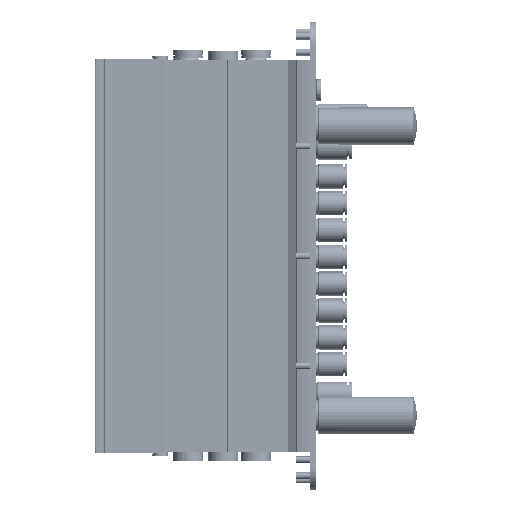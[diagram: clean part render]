
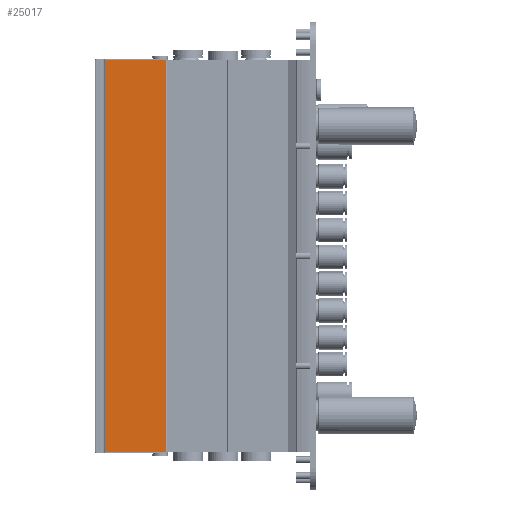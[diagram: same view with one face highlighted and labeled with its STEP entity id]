
A CAD part, front view. The second image highlights one B-rep face of the part: STEP entity #25017.
In plain terms, the highlighted planar face has unit normal (0, -1, 0).
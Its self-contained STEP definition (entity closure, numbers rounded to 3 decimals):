
#3917=FACE_OUTER_BOUND('',#5818,.T.);
#5818=EDGE_LOOP('',(#19166,#19167,#19168,#19169));
#7621=LINE('',#37902,#9530);
#7709=LINE('',#38242,#9618);
#7842=LINE('',#39685,#9751);
#7843=LINE('',#39687,#9752);
#9530=VECTOR('',#29998,10.);
#9618=VECTOR('',#30310,10.);
#9751=VECTOR('',#31849,10.);
#9752=VECTOR('',#31852,10.);
#11420=VERTEX_POINT('',#37899);
#11421=VERTEX_POINT('',#37901);
#11560=VERTEX_POINT('',#38239);
#11561=VERTEX_POINT('',#38241);
#14017=EDGE_CURVE('',#11421,#11420,#7621,.T.);
#14186=EDGE_CURVE('',#11561,#11560,#7709,.T.);
#14667=EDGE_CURVE('',#11560,#11421,#7842,.T.);
#14668=EDGE_CURVE('',#11561,#11420,#7843,.T.);
#19166=ORIENTED_EDGE('',*,*,#14017,.T.);
#19167=ORIENTED_EDGE('',*,*,#14668,.F.);
#19168=ORIENTED_EDGE('',*,*,#14186,.T.);
#19169=ORIENTED_EDGE('',*,*,#14667,.T.);
#23867=PLANE('',#27204);
#25017=ADVANCED_FACE('',(#3917),#23867,.T.);
#27204=AXIS2_PLACEMENT_3D('',#39686,#31850,#31851);
#29998=DIRECTION('',(-1.,0.,0.));
#30310=DIRECTION('',(1.,0.,0.));
#31849=DIRECTION('',(0.,0.,1.));
#31850=DIRECTION('center_axis',(0.,-1.,0.));
#31851=DIRECTION('ref_axis',(0.,0.,-1.));
#31852=DIRECTION('',(0.,0.,1.));
#37899=CARTESIAN_POINT('',(87.5,-33.8,234.));
#37901=CARTESIAN_POINT('',(124.,-33.8,234.));
#37902=CARTESIAN_POINT('',(87.5,-33.8,234.));
#38239=CARTESIAN_POINT('',(124.,-33.8,0.));
#38241=CARTESIAN_POINT('',(87.5,-33.8,0.));
#38242=CARTESIAN_POINT('',(87.5,-33.8,0.));
#39685=CARTESIAN_POINT('',(124.,-33.8,0.));
#39686=CARTESIAN_POINT('Origin',(124.,-33.8,0.));
#39687=CARTESIAN_POINT('',(87.5,-33.8,0.));
